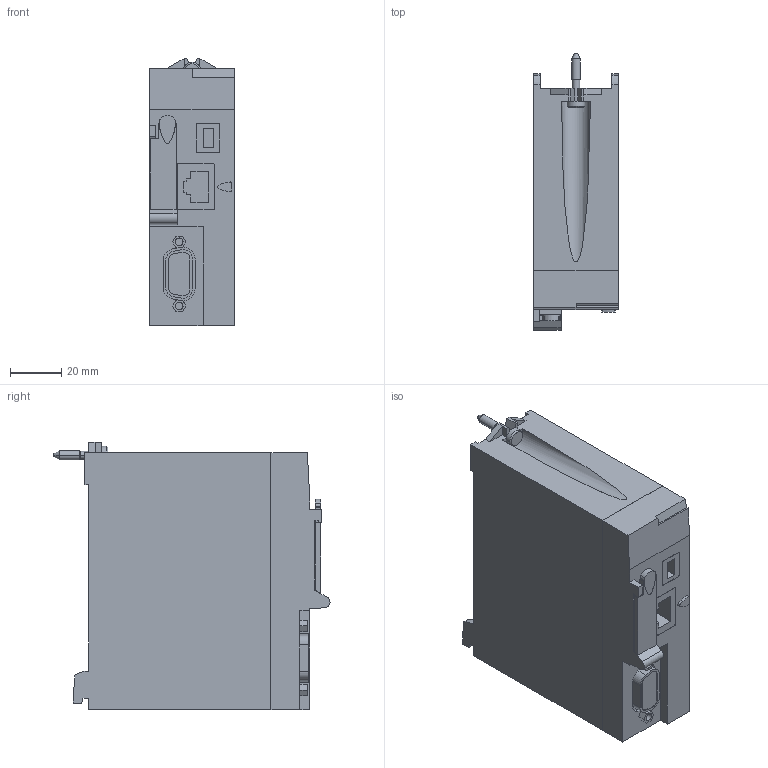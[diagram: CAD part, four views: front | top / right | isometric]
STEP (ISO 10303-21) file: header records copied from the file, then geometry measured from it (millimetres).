
FILE_DESCRIPTION(('starvars output'),'2;1');
FILE_NAME('BMXP3420302H_3D.stp','12:12:01 2020/04/01',( 'Thomas Industrial Network Germany GmbH'),( 'Thomas Industrial Network Germany GmbH'),'unknown preprocess','ACIS' ,'unknown authorization');
FILE_SCHEMA(('CONFIG_CONTROL_DESIGN {UNKNOWN IMPLEMENTATION LEVEL}'));
Length unit declared in the file: millimetre
Products named in the file (1): PRODUCT_ID_5
Bounding box: 33 x 107.5 x 104 mm (x, y, z)
Volume: 280065.4 mm3; surface area: 32731.1 mm2
Topology: 1 solids, 1 shells, 192 faces, 515 edges, 338 vertices
Faces by surface type: plane 135, cylinder 51, cone 6
Entity records: 5684 total; most frequent: ORIENTED_EDGE 1030, CARTESIAN_POINT 967, DIRECTION 881, EDGE_CURVE 515, VECTOR 377, LINE 377, VERTEX_POINT 338, AXIS2_PLACEMENT_3D 252
